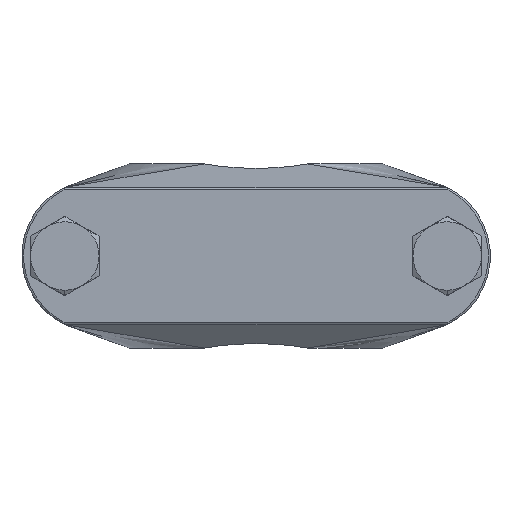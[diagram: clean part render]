
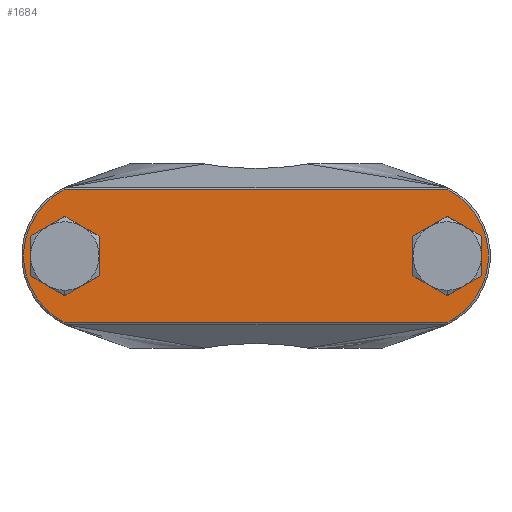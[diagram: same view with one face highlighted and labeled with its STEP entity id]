
A CAD part, front view. The second image highlights one B-rep face of the part: STEP entity #1684.
In plain terms, the highlighted planar face has unit normal (0, -1, 0).
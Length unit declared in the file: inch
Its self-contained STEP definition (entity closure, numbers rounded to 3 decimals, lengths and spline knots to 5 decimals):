
#8 = CARTESIAN_POINT ( 'NONE',  ( -1.22, -0.677, -0.25259 ) ) ;
#38 = VECTOR ( 'NONE', #1437, 39.37008 ) ;
#44 = CARTESIAN_POINT ( 'NONE',  ( 1.22, -0.677, 0.25259 ) ) ;
#45 = CARTESIAN_POINT ( 'NONE',  ( -1.43875, -0.677, 0.1263 ) ) ;
#54 = EDGE_CURVE ( 'NONE', #2039, #1610, #1516, .T. ) ;
#153 = DIRECTION ( 'NONE',  ( 0., 0., 1. ) ) ;
#155 = CARTESIAN_POINT ( 'NONE',  ( 1.43875, -0.677, 0.1263 ) ) ;
#158 = DIRECTION ( 'NONE',  ( 1., 0., 0. ) ) ;
#172 = ORIENTED_EDGE ( 'NONE', *, *, #1245, .F. ) ;
#180 = CARTESIAN_POINT ( 'NONE',  ( -1.00125, -0.677, 0.1263 ) ) ;
#203 = CARTESIAN_POINT ( 'NONE',  ( -1.21787, -0.677, -0.4255 ) ) ;
#212 = CARTESIAN_POINT ( 'NONE',  ( 1.00125, -0.677, -0.1263 ) ) ;
#213 = EDGE_CURVE ( 'NONE', #372, #1501, #1362, .T. ) ;
#215 = FACE_OUTER_BOUND ( 'NONE', #2288, .T. ) ;
#220 = ORIENTED_EDGE ( 'NONE', *, *, #730, .F. ) ;
#244 = EDGE_CURVE ( 'NONE', #2130, #253, #1542, .T. ) ;
#253 = VERTEX_POINT ( 'NONE', #1561 ) ;
#271 = FACE_BOUND ( 'NONE', #1664, .T. ) ;
#275 = VERTEX_POINT ( 'NONE', #1174 ) ;
#326 = EDGE_CURVE ( 'NONE', #923, #2039, #995, .T. ) ;
#355 = LINE ( 'NONE', #180, #2385 ) ;
#365 = LINE ( 'NONE', #45, #864 ) ;
#367 = DIRECTION ( 'NONE',  ( 0., 0., -1. ) ) ;
#372 = VERTEX_POINT ( 'NONE', #212 ) ;
#391 = CARTESIAN_POINT ( 'NONE',  ( 1.21787, -0.677, 0.4255 ) ) ;
#434 = CARTESIAN_POINT ( 'NONE',  ( 1.22, -0.677, -0.25259 ) ) ;
#467 = ORIENTED_EDGE ( 'NONE', *, *, #982, .F. ) ;
#473 = LINE ( 'NONE', #1652, #1402 ) ;
#479 = CARTESIAN_POINT ( 'NONE',  ( -1.21787, -0.677, 0.4255 ) ) ;
#522 = EDGE_CURVE ( 'NONE', #1501, #275, #1087, .T. ) ;
#530 = CARTESIAN_POINT ( 'NONE',  ( -1.00125, -0.677, -0.1263 ) ) ;
#557 = ORIENTED_EDGE ( 'NONE', *, *, #1613, .T. ) ;
#561 = EDGE_CURVE ( 'NONE', #758, #2159, #365, .T. ) ;
#569 = VECTOR ( 'NONE', #644, 39.37008 ) ;
#577 = DIRECTION ( 'NONE',  ( 0., 0., 1. ) ) ;
#617 = FACE_BOUND ( 'NONE', #2441, .T. ) ;
#640 = DIRECTION ( 'NONE',  ( 0., -1., 0. ) ) ;
#644 = DIRECTION ( 'NONE',  ( 0., 0., -1. ) ) ;
#651 = VECTOR ( 'NONE', #736, 39.37008 ) ;
#656 = CARTESIAN_POINT ( 'NONE',  ( 1.00125, -0.677, 0.1263 ) ) ;
#720 = LINE ( 'NONE', #2171, #1064 ) ;
#730 = EDGE_CURVE ( 'NONE', #2069, #758, #1157, .T. ) ;
#736 = DIRECTION ( 'NONE',  ( 0.866, 0., -0.5 ) ) ;
#758 = VERTEX_POINT ( 'NONE', #1504 ) ;
#762 = LINE ( 'NONE', #656, #569 ) ;
#782 = EDGE_CURVE ( 'NONE', #253, #2260, #1540, .T. ) ;
#806 = CARTESIAN_POINT ( 'NONE',  ( 1.43875, -0.677, -0.1263 ) ) ;
#820 = ORIENTED_EDGE ( 'NONE', *, *, #782, .T. ) ;
#830 = CARTESIAN_POINT ( 'NONE',  ( -1.00125, -0.677, 0.1263 ) ) ;
#833 = DIRECTION ( 'NONE',  ( 0.866, 0., 0.5 ) ) ;
#864 = VECTOR ( 'NONE', #2244, 39.37008 ) ;
#875 = CARTESIAN_POINT ( 'NONE',  ( -1.009, -0.677, 0. ) ) ;
#923 = VERTEX_POINT ( 'NONE', #1981 ) ;
#968 = VECTOR ( 'NONE', #158, 39.37008 ) ;
#977 = ORIENTED_EDGE ( 'NONE', *, *, #54, .F. ) ;
#982 = EDGE_CURVE ( 'NONE', #1610, #2069, #355, .T. ) ;
#995 = LINE ( 'NONE', #8, #1931 ) ;
#1005 = ORIENTED_EDGE ( 'NONE', *, *, #326, .F. ) ;
#1007 = AXIS2_PLACEMENT_3D ( 'NONE', #875, #1665, #367 ) ;
#1029 = ORIENTED_EDGE ( 'NONE', *, *, #2102, .F. ) ;
#1063 = EDGE_CURVE ( 'NONE', #1312, #372, #762, .T. ) ;
#1064 = VECTOR ( 'NONE', #1982, 39.37008 ) ;
#1087 = LINE ( 'NONE', #434, #1392 ) ;
#1098 = CARTESIAN_POINT ( 'NONE',  ( 1.009, -0.677, 0. ) ) ;
#1104 = ORIENTED_EDGE ( 'NONE', *, *, #561, .F. ) ;
#1116 = EDGE_CURVE ( 'NONE', #1973, #1312, #1233, .T. ) ;
#1145 = CARTESIAN_POINT ( 'NONE',  ( -1.00125, -0.677, -0.1263 ) ) ;
#1157 = LINE ( 'NONE', #1314, #2049 ) ;
#1174 = CARTESIAN_POINT ( 'NONE',  ( 1.43875, -0.677, -0.1263 ) ) ;
#1185 = LINE ( 'NONE', #806, #2080 ) ;
#1233 = LINE ( 'NONE', #44, #38 ) ;
#1245 = EDGE_CURVE ( 'NONE', #2001, #1973, #473, .T. ) ;
#1253 = ORIENTED_EDGE ( 'NONE', *, *, #213, .F. ) ;
#1278 = ORIENTED_EDGE ( 'NONE', *, *, #1063, .F. ) ;
#1297 = CARTESIAN_POINT ( 'NONE',  ( 1.00125, -0.677, -0.1263 ) ) ;
#1301 = VERTEX_POINT ( 'NONE', #479 ) ;
#1312 = VERTEX_POINT ( 'NONE', #1483 ) ;
#1314 = CARTESIAN_POINT ( 'NONE',  ( -1.22, -0.677, 0.25259 ) ) ;
#1329 = DIRECTION ( 'NONE',  ( 0.866, 0., -0.5 ) ) ;
#1355 = CARTESIAN_POINT ( 'NONE',  ( 1.22064, -0.677, -0.4255 ) ) ;
#1362 = LINE ( 'NONE', #1297, #651 ) ;
#1392 = VECTOR ( 'NONE', #2405, 39.37008 ) ;
#1402 = VECTOR ( 'NONE', #2448, 39.37008 ) ;
#1421 = DIRECTION ( 'NONE',  ( 0., 0., -1. ) ) ;
#1422 = ORIENTED_EDGE ( 'NONE', *, *, #1116, .F. ) ;
#1437 = DIRECTION ( 'NONE',  ( -0.866, 0., -0.5 ) ) ;
#1451 = VECTOR ( 'NONE', #153, 39.37008 ) ;
#1453 = AXIS2_PLACEMENT_3D ( 'NONE', #1098, #2072, #2275 ) ;
#1483 = CARTESIAN_POINT ( 'NONE',  ( 1.00125, -0.677, 0.1263 ) ) ;
#1501 = VERTEX_POINT ( 'NONE', #1890 ) ;
#1504 = CARTESIAN_POINT ( 'NONE',  ( -1.43875, -0.677, 0.1263 ) ) ;
#1516 = LINE ( 'NONE', #530, #1451 ) ;
#1540 = CIRCLE ( 'NONE', #1453, 0.474 ) ;
#1542 = LINE ( 'NONE', #1355, #968 ) ;
#1561 = CARTESIAN_POINT ( 'NONE',  ( 1.21787, -0.677, -0.4255 ) ) ;
#1610 = VERTEX_POINT ( 'NONE', #830 ) ;
#1613 = EDGE_CURVE ( 'NONE', #1301, #2130, #1658, .T. ) ;
#1652 = CARTESIAN_POINT ( 'NONE',  ( 1.43875, -0.677, 0.1263 ) ) ;
#1658 = CIRCLE ( 'NONE', #2551, 0.474 ) ;
#1664 = EDGE_LOOP ( 'NONE', ( #220, #467, #977, #1005, #1758, #1104 ) ) ;
#1665 = DIRECTION ( 'NONE',  ( 0., -1., 0. ) ) ;
#1684 = ADVANCED_FACE ( 'NONE', ( #215, #617, #271 ), #2432, .T. ) ;
#1758 = ORIENTED_EDGE ( 'NONE', *, *, #1923, .F. ) ;
#1763 = ORIENTED_EDGE ( 'NONE', *, *, #244, .T. ) ;
#1890 = CARTESIAN_POINT ( 'NONE',  ( 1.22, -0.677, -0.25259 ) ) ;
#1915 = CARTESIAN_POINT ( 'NONE',  ( -1.43875, -0.677, -0.1263 ) ) ;
#1923 = EDGE_CURVE ( 'NONE', #2159, #923, #2561, .T. ) ;
#1931 = VECTOR ( 'NONE', #833, 39.37008 ) ;
#1973 = VERTEX_POINT ( 'NONE', #2111 ) ;
#1981 = CARTESIAN_POINT ( 'NONE',  ( -1.22, -0.677, -0.25259 ) ) ;
#1982 = DIRECTION ( 'NONE',  ( -1., 0., 0. ) ) ;
#2001 = VERTEX_POINT ( 'NONE', #155 ) ;
#2039 = VERTEX_POINT ( 'NONE', #1145 ) ;
#2049 = VECTOR ( 'NONE', #2320, 39.37008 ) ;
#2069 = VERTEX_POINT ( 'NONE', #2354 ) ;
#2072 = DIRECTION ( 'NONE',  ( 0., -1., 0. ) ) ;
#2080 = VECTOR ( 'NONE', #577, 39.37008 ) ;
#2102 = EDGE_CURVE ( 'NONE', #275, #2001, #1185, .T. ) ;
#2111 = CARTESIAN_POINT ( 'NONE',  ( 1.22, -0.677, 0.25259 ) ) ;
#2130 = VERTEX_POINT ( 'NONE', #203 ) ;
#2159 = VERTEX_POINT ( 'NONE', #2169 ) ;
#2169 = CARTESIAN_POINT ( 'NONE',  ( -1.43875, -0.677, -0.1263 ) ) ;
#2171 = CARTESIAN_POINT ( 'NONE',  ( -1.22064, -0.677, 0.4255 ) ) ;
#2205 = CARTESIAN_POINT ( 'NONE',  ( -1.009, -0.677, 0. ) ) ;
#2244 = DIRECTION ( 'NONE',  ( 0., 0., -1. ) ) ;
#2260 = VERTEX_POINT ( 'NONE', #391 ) ;
#2275 = DIRECTION ( 'NONE',  ( 0., 0., -1. ) ) ;
#2288 = EDGE_LOOP ( 'NONE', ( #2543, #557, #1763, #820 ) ) ;
#2306 = VECTOR ( 'NONE', #1329, 39.37008 ) ;
#2320 = DIRECTION ( 'NONE',  ( -0.866, 0., -0.5 ) ) ;
#2354 = CARTESIAN_POINT ( 'NONE',  ( -1.22, -0.677, 0.25259 ) ) ;
#2357 = EDGE_CURVE ( 'NONE', #2260, #1301, #720, .T. ) ;
#2362 = DIRECTION ( 'NONE',  ( -0.866, 0., 0.5 ) ) ;
#2385 = VECTOR ( 'NONE', #2362, 39.37008 ) ;
#2388 = ORIENTED_EDGE ( 'NONE', *, *, #522, .F. ) ;
#2405 = DIRECTION ( 'NONE',  ( 0.866, 0., 0.5 ) ) ;
#2432 = PLANE ( 'NONE',  #1007 ) ;
#2441 = EDGE_LOOP ( 'NONE', ( #1422, #172, #1029, #2388, #1253, #1278 ) ) ;
#2448 = DIRECTION ( 'NONE',  ( -0.866, 0., 0.5 ) ) ;
#2543 = ORIENTED_EDGE ( 'NONE', *, *, #2357, .T. ) ;
#2551 = AXIS2_PLACEMENT_3D ( 'NONE', #2205, #640, #1421 ) ;
#2561 = LINE ( 'NONE', #1915, #2306 ) ;
